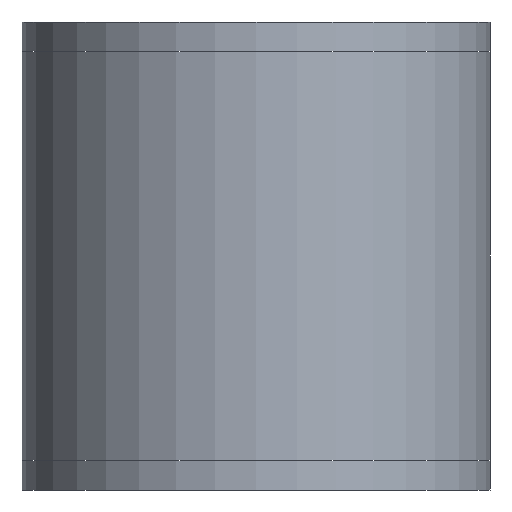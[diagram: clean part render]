
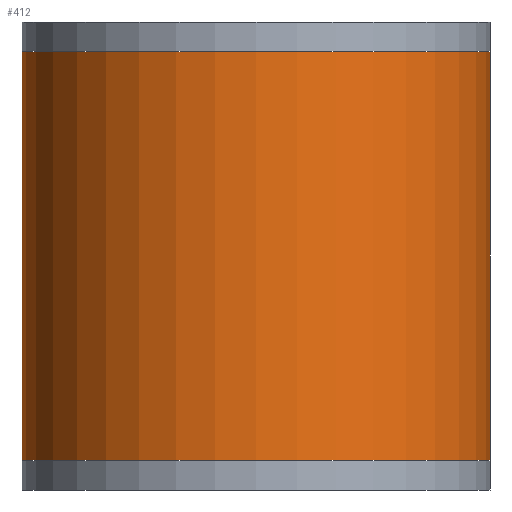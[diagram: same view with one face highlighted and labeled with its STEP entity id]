
A CAD part, front view. The second image highlights one B-rep face of the part: STEP entity #412.
In plain terms, the highlighted cylindrical face has radius 6.35 mm (diameter 12.7 mm), a partial arc.
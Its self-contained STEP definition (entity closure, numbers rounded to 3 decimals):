
#342=DIRECTION('',(0.,0.,1.));
#343=VECTOR('',#342,11.08);
#344=CARTESIAN_POINT('',(6.35,0.,-5.54));
#345=LINE('',#344,#343);
#351=CARTESIAN_POINT('',(0.,0.,-5.54));
#352=DIRECTION('',(0.,0.,-1.));
#353=DIRECTION('',(1.,0.,0.));
#354=AXIS2_PLACEMENT_3D('',#351,#352,#353);
#356=DIRECTION('',(0.,0.,1.));
#357=VECTOR('',#356,11.08);
#358=CARTESIAN_POINT('',(-6.35,0.,-5.54));
#359=LINE('',#358,#357);
#360=CARTESIAN_POINT('',(0.,0.,5.54));
#361=DIRECTION('',(0.,0.,1.));
#362=DIRECTION('',(-1.,0.,0.));
#363=AXIS2_PLACEMENT_3D('',#360,#361,#362);
#365=CARTESIAN_POINT('',(-6.35,0.,-5.54));
#366=CARTESIAN_POINT('',(6.35,0.,-5.54));
#367=VERTEX_POINT('',#365);
#368=VERTEX_POINT('',#366);
#369=CARTESIAN_POINT('',(6.35,0.,5.54));
#370=CARTESIAN_POINT('',(-6.35,0.,5.54));
#371=VERTEX_POINT('',#369);
#372=VERTEX_POINT('',#370);
#400=CARTESIAN_POINT('',(0.,0.,-6.35));
#401=DIRECTION('',(0.,0.,1.));
#402=DIRECTION('',(1.,0.,0.));
#403=AXIS2_PLACEMENT_3D('',#400,#401,#402);
#404=CYLINDRICAL_SURFACE('',#403,6.35);
#405=ORIENTED_EDGE('',*,*,#395,.T.);
#406=ORIENTED_EDGE('',*,*,#384,.T.);
#408=ORIENTED_EDGE('',*,*,#407,.T.);
#409=ORIENTED_EDGE('',*,*,#380,.F.);
#410=EDGE_LOOP('',(#405,#406,#408,#409));
#411=FACE_OUTER_BOUND('',#410,.F.);
#355=CIRCLE('',#354,6.35);
#364=CIRCLE('',#363,6.35);
#380=EDGE_CURVE('',#368,#371,#345,.T.);
#384=EDGE_CURVE('',#367,#372,#359,.T.);
#395=EDGE_CURVE('',#368,#367,#355,.T.);
#407=EDGE_CURVE('',#372,#371,#364,.T.);
#412=ADVANCED_FACE('',(#411),#404,.T.);
